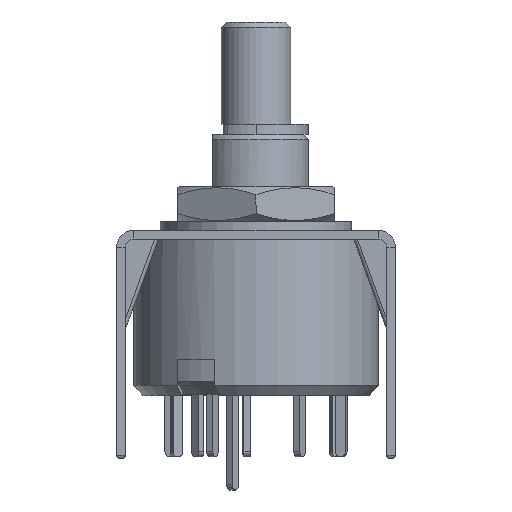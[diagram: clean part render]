
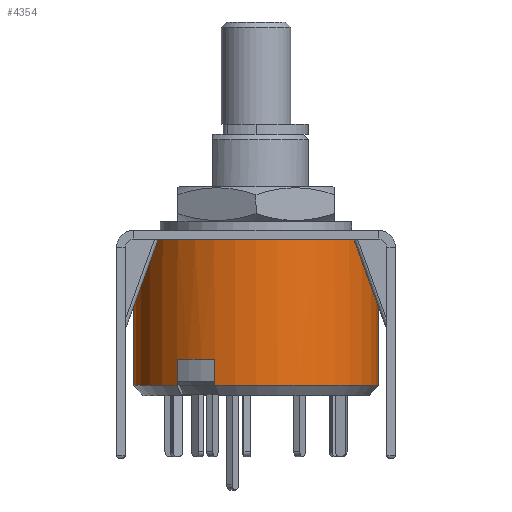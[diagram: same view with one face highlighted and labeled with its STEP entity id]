
A CAD part, front view. The second image highlights one B-rep face of the part: STEP entity #4354.
In plain terms, the highlighted cylindrical face has radius 7 mm (diameter 14 mm), a partial arc.
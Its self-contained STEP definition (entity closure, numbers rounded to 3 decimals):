
#60 = CIRCLE ( 'NONE', #1475, 7. ) ;
#169 = DIRECTION ( 'NONE',  ( 0., 0., -1. ) ) ;
#433 = DIRECTION ( 'NONE',  ( 0., 0., -1. ) ) ;
#451 = DIRECTION ( 'NONE',  ( 0., 0., -1. ) ) ;
#533 = CARTESIAN_POINT ( 'NONE',  ( -7., 0., 0.95 ) ) ;
#626 = AXIS2_PLACEMENT_3D ( 'NONE', #4963, #3658, #6120 ) ;
#1141 = CARTESIAN_POINT ( 'NONE',  ( -4.526, -5.34, -5.9 ) ) ;
#1301 = VECTOR ( 'NONE', #6186, 1000. ) ;
#1457 = VECTOR ( 'NONE', #13311, 1000. ) ;
#1475 = AXIS2_PLACEMENT_3D ( 'NONE', #16116, #14906, #2458 ) ;
#1764 = ORIENTED_EDGE ( 'NONE', *, *, #15695, .F. ) ;
#1770 = ORIENTED_EDGE ( 'NONE', *, *, #1868, .T. ) ;
#1853 = AXIS2_PLACEMENT_3D ( 'NONE', #13919, #169, #13795 ) ;
#1868 = EDGE_CURVE ( 'NONE', #12066, #3661, #14971, .T. ) ;
#2025 = CYLINDRICAL_SURFACE ( 'NONE', #1853, 7. ) ;
#2214 = CARTESIAN_POINT ( 'NONE',  ( 0., 0., -7.4 ) ) ;
#2241 = VECTOR ( 'NONE', #451, 1000. ) ;
#2379 = CARTESIAN_POINT ( 'NONE',  ( -7., 0., -7.4 ) ) ;
#2458 = DIRECTION ( 'NONE',  ( -1., 0., 0. ) ) ;
#2616 = CIRCLE ( 'NONE', #8480, 7. ) ;
#3081 = EDGE_LOOP ( 'NONE', ( #9036, #1770, #13565, #1764, #10454, #11676, #9714, #14920 ) ) ;
#3151 = CARTESIAN_POINT ( 'NONE',  ( -2.361, -6.59, 9. ) ) ;
#3658 = DIRECTION ( 'NONE',  ( 0., 0., -1. ) ) ;
#3661 = VERTEX_POINT ( 'NONE', #533 ) ;
#3990 = LINE ( 'NONE', #3151, #2241 ) ;
#4312 = LINE ( 'NONE', #10368, #13446 ) ;
#4354 = ADVANCED_FACE ( 'NONE', ( #11552 ), #2025, .T. ) ;
#4963 = CARTESIAN_POINT ( 'NONE',  ( 0., 0., 0.95 ) ) ;
#5862 = EDGE_CURVE ( 'NONE', #3661, #6937, #4312, .T. ) ;
#6120 = DIRECTION ( 'NONE',  ( -1., 0., 0. ) ) ;
#6186 = DIRECTION ( 'NONE',  ( 0., 0., 1. ) ) ;
#6300 = VERTEX_POINT ( 'NONE', #1141 ) ;
#6488 = VERTEX_POINT ( 'NONE', #12381 ) ;
#6748 = CARTESIAN_POINT ( 'NONE',  ( 0., 0., -7.4 ) ) ;
#6937 = VERTEX_POINT ( 'NONE', #2379 ) ;
#7460 = LINE ( 'NONE', #10760, #1457 ) ;
#7638 = AXIS2_PLACEMENT_3D ( 'NONE', #6748, #8189, #11741 ) ;
#8189 = DIRECTION ( 'NONE',  ( 0., 0., -1. ) ) ;
#8253 = CARTESIAN_POINT ( 'NONE',  ( -2.361, -6.59, -5.9 ) ) ;
#8263 = CIRCLE ( 'NONE', #7638, 7. ) ;
#8273 = LINE ( 'NONE', #9846, #1301 ) ;
#8439 = DIRECTION ( 'NONE',  ( 1., 0., 0. ) ) ;
#8480 = AXIS2_PLACEMENT_3D ( 'NONE', #2214, #9645, #8439 ) ;
#8495 = VERTEX_POINT ( 'NONE', #13650 ) ;
#8611 = EDGE_CURVE ( 'NONE', #6300, #14148, #60, .T. ) ;
#9036 = ORIENTED_EDGE ( 'NONE', *, *, #15310, .F. ) ;
#9645 = DIRECTION ( 'NONE',  ( 0., 0., -1. ) ) ;
#9714 = ORIENTED_EDGE ( 'NONE', *, *, #15292, .T. ) ;
#9846 = CARTESIAN_POINT ( 'NONE',  ( -4.526, -5.34, 9. ) ) ;
#10368 = CARTESIAN_POINT ( 'NONE',  ( -7., 0., 9. ) ) ;
#10454 = ORIENTED_EDGE ( 'NONE', *, *, #13063, .T. ) ;
#10760 = CARTESIAN_POINT ( 'NONE',  ( 7., 0., 9. ) ) ;
#11326 = CARTESIAN_POINT ( 'NONE',  ( -2.361, -6.59, -7.4 ) ) ;
#11552 = FACE_OUTER_BOUND ( 'NONE', #3081, .T. ) ;
#11574 = VERTEX_POINT ( 'NONE', #11326 ) ;
#11676 = ORIENTED_EDGE ( 'NONE', *, *, #8611, .T. ) ;
#11741 = DIRECTION ( 'NONE',  ( 1., 0., 0. ) ) ;
#12066 = VERTEX_POINT ( 'NONE', #15893 ) ;
#12381 = CARTESIAN_POINT ( 'NONE',  ( -4.526, -5.34, -7.4 ) ) ;
#13063 = EDGE_CURVE ( 'NONE', #6488, #6300, #8273, .T. ) ;
#13311 = DIRECTION ( 'NONE',  ( 0., 0., -1. ) ) ;
#13446 = VECTOR ( 'NONE', #433, 1000. ) ;
#13565 = ORIENTED_EDGE ( 'NONE', *, *, #5862, .T. ) ;
#13593 = EDGE_CURVE ( 'NONE', #8495, #11574, #8263, .T. ) ;
#13650 = CARTESIAN_POINT ( 'NONE',  ( 7., 0., -7.4 ) ) ;
#13795 = DIRECTION ( 'NONE',  ( -1., 0., 0. ) ) ;
#13919 = CARTESIAN_POINT ( 'NONE',  ( 0., 0., 9. ) ) ;
#14148 = VERTEX_POINT ( 'NONE', #8253 ) ;
#14906 = DIRECTION ( 'NONE',  ( 0., 0., 1. ) ) ;
#14920 = ORIENTED_EDGE ( 'NONE', *, *, #13593, .F. ) ;
#14971 = CIRCLE ( 'NONE', #626, 7. ) ;
#15292 = EDGE_CURVE ( 'NONE', #14148, #11574, #3990, .T. ) ;
#15310 = EDGE_CURVE ( 'NONE', #12066, #8495, #7460, .T. ) ;
#15695 = EDGE_CURVE ( 'NONE', #6488, #6937, #2616, .T. ) ;
#15893 = CARTESIAN_POINT ( 'NONE',  ( 7., 0., 0.95 ) ) ;
#16116 = CARTESIAN_POINT ( 'NONE',  ( 0., 0., -5.9 ) ) ;
